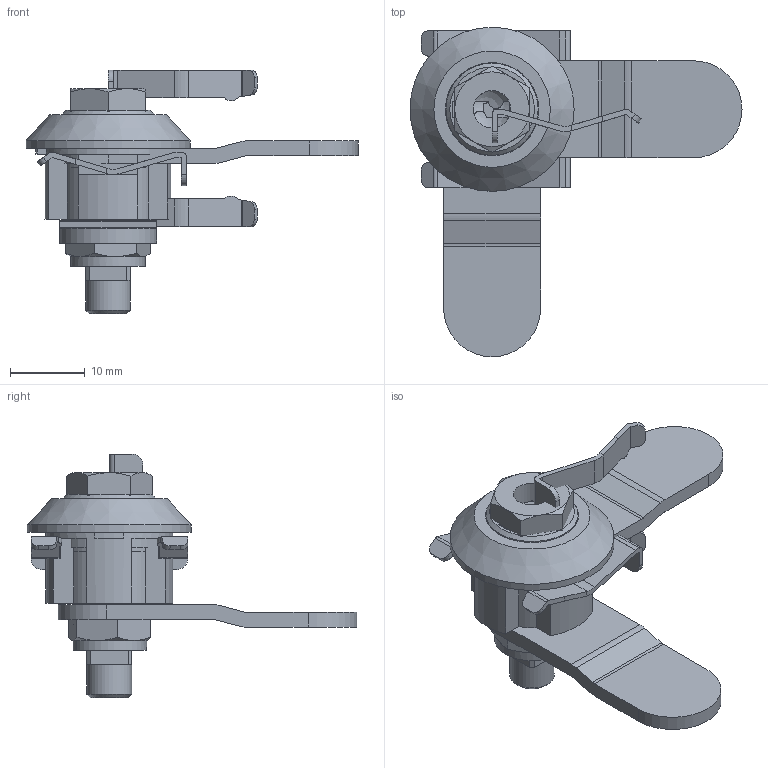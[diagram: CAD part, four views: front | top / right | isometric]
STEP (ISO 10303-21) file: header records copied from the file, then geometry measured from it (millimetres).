
FILE_DESCRIPTION( ( 'STEP AP203' ), '1' );
FILE_NAME( ' ', ' ', ( ' ' ), ( ' ' ), 'PSStep 10.0', ' ', ' ' );
FILE_SCHEMA( ( 'CONFIG_CONTROL_DESIGN' ) );
Length unit declared in the file: millimetre
Products named in the file (6): Assem1; 1; 2; 3; 4; 5
Bounding box: 44.5 x 44.15 x 32.7 mm (x, y, z)
Volume: 7902.8 mm3; surface area: 10476.4 mm2
Topology: 10 solids, 10 shells, 426 faces, 1170 edges, 764 vertices
Faces by surface type: plane 298, cylinder 106, cone 18, sphere 4
Full cylindrical faces by diameter (mm): 5 x2, 6 x2, 10 x2, 10.2 x2, 12.35 x2, 12.5 x2, 17 x2, 22 x2
Entity records: 7012 total; most frequent: CARTESIAN_POINT 1333, DIRECTION 1138, ORIENTED_EDGE 1126, EDGE_CURVE 563, LINE 382, VECTOR 382, AXIS2_PLACEMENT_3D 378, VERTEX_POINT 375
